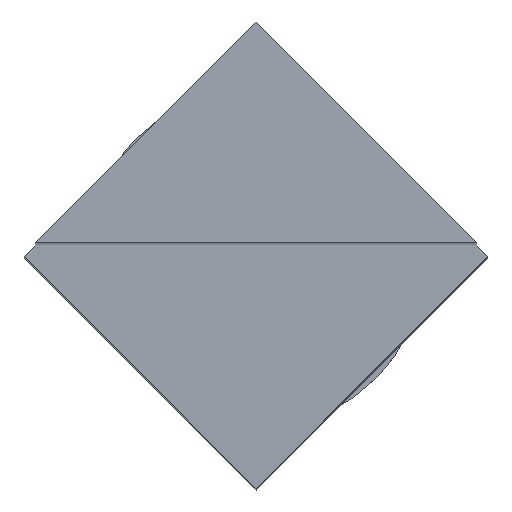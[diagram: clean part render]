
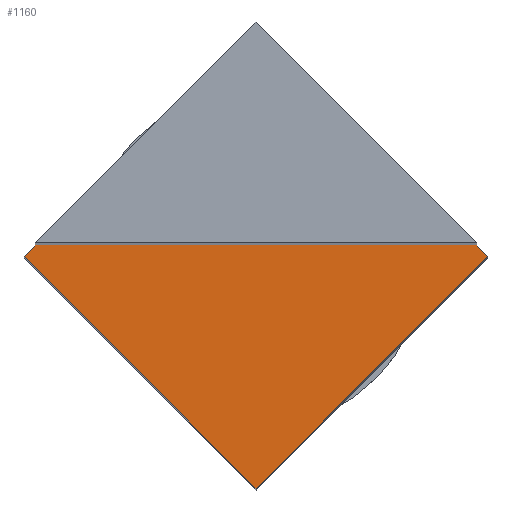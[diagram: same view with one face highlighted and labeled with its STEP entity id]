
A CAD part, top view. The second image highlights one B-rep face of the part: STEP entity #1160.
In plain terms, the highlighted planar face has unit normal (0, 0, 1).
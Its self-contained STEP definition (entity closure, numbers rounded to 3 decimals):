
#490=CARTESIAN_POINT('',(76.998,49.598,-8.5));
#500=VERTEX_POINT('',#490);
#530=CARTESIAN_POINT('',(37.698,10.299,
-8.5));
#540=DIRECTION('',(-0.707,-0.707,0.));
#550=VECTOR('',#540,1.);
#560=LINE('',#530,#550);
#570=CARTESIAN_POINT('',(79.756,52.357,-8.5));
#580=VERTEX_POINT('',#570);
#590=EDGE_CURVE('',#580,#500,#560,.T.);
#780=CARTESIAN_POINT('',(78.743,51.485,
-8.5));
#790=DIRECTION('',(0.,0.,1.));
#800=DIRECTION('',(1.,0.,0.));
#810=AXIS2_PLACEMENT_3D('',#780,#790,#800);
#820=PLANE('',#810);
#830=CARTESIAN_POINT('',(125.444,49.598,-8.5));
#840=DIRECTION('',(1.,0.,0.));
#850=VECTOR('',#840,1.);
#860=LINE('',#830,#850);
#870=CARTESIAN_POINT('',(76.856,49.598,-8.5));
#880=VERTEX_POINT('',#870);
#890=EDGE_CURVE('',#880,#500,#860,.T.);
#900=ORIENTED_EDGE('',*,*,#890,.T.);
#910=CARTESIAN_POINT('',(76.856,10.299,-8.5));
#920=DIRECTION('',(0.,1.,0.));
#930=VECTOR('',#920,1.);
#940=LINE('',#910,#930);
#950=CARTESIAN_POINT('',(76.856,52.498,-8.5));
#960=VERTEX_POINT('',#950);
#970=EDGE_CURVE('',#880,#960,#940,.T.);
#980=ORIENTED_EDGE('',*,*,#970,.F.);
#990=CARTESIAN_POINT('',(125.444,52.498,-8.5));
#1000=DIRECTION('',(1.,0.,0.));
#1010=VECTOR('',#1000,1.);
#1020=LINE('',#990,#1010);
#1030=CARTESIAN_POINT('',(79.756,52.498,-8.5));
#1040=VERTEX_POINT('',#1030);
#1050=EDGE_CURVE('',#960,#1040,#1020,.T.);
#1060=ORIENTED_EDGE('',*,*,#1050,.F.);
#1070=CARTESIAN_POINT('',(79.756,10.299,-8.5))
;
#1080=DIRECTION('',(0.,1.,0.));
#1090=VECTOR('',#1080,1.);
#1100=LINE('',#1070,#1090);
#1110=EDGE_CURVE('',#580,#1040,#1100,.T.);
#1120=ORIENTED_EDGE('',*,*,#1110,.T.);
#1130=ORIENTED_EDGE('',*,*,#590,.F.);
#1140=EDGE_LOOP('',(#1130,#1120,#1060,#980,#900));
#1150=FACE_OUTER_BOUND('',#1140,.T.);
#1160=ADVANCED_FACE('',(#1150),#820,.T.);
